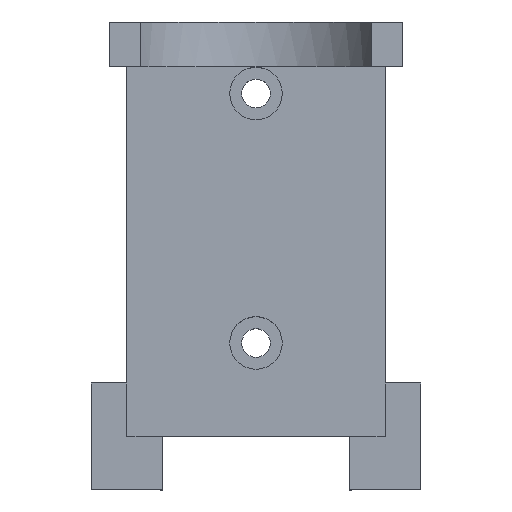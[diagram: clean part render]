
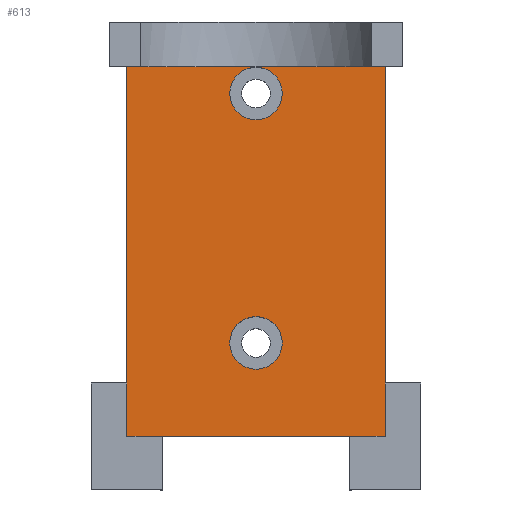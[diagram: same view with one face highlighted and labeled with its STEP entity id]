
A CAD part, top view. The second image highlights one B-rep face of the part: STEP entity #613.
In plain terms, the highlighted planar face has unit normal (0, 0, 1).
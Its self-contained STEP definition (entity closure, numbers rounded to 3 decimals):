
#15=FACE_BOUND('',#94,.T.);
#16=FACE_BOUND('',#95,.T.);
#29=CIRCLE('',#664,2.95);
#30=CIRCLE('',#665,2.95);
#60=FACE_OUTER_BOUND('',#93,.T.);
#93=EDGE_LOOP('',(#503,#504,#505,#506,#507,#508,#509,#510,#511,#512,#513));
#94=EDGE_LOOP('',(#514));
#95=EDGE_LOOP('',(#515));
#109=LINE('',#848,#182);
#120=LINE('',#871,#193);
#133=LINE('',#896,#206);
#136=LINE('',#902,#209);
#137=LINE('',#905,#210);
#142=LINE('',#915,#215);
#156=LINE('',#947,#229);
#161=LINE('',#955,#234);
#170=LINE('',#976,#243);
#173=LINE('',#982,#246);
#175=LINE('',#985,#248);
#182=VECTOR('',#685,10.);
#193=VECTOR('',#702,10.);
#206=VECTOR('',#721,10.);
#209=VECTOR('',#726,10.);
#210=VECTOR('',#729,10.);
#215=VECTOR('',#736,10.);
#229=VECTOR('',#760,10.);
#234=VECTOR('',#767,10.);
#243=VECTOR('',#790,10.);
#246=VECTOR('',#799,10.);
#248=VECTOR('',#803,10.);
#255=VERTEX_POINT('',#846);
#256=VERTEX_POINT('',#847);
#264=VERTEX_POINT('',#869);
#265=VERTEX_POINT('',#870);
#274=VERTEX_POINT('',#894);
#276=VERTEX_POINT('',#899);
#277=VERTEX_POINT('',#904);
#281=VERTEX_POINT('',#914);
#293=VERTEX_POINT('',#944);
#294=VERTEX_POINT('',#946);
#301=VERTEX_POINT('',#974);
#302=VERTEX_POINT('',#986);
#303=VERTEX_POINT('',#988);
#310=EDGE_CURVE('',#255,#256,#109,.T.);
#321=EDGE_CURVE('',#264,#265,#120,.T.);
#334=EDGE_CURVE('',#274,#256,#133,.T.);
#337=EDGE_CURVE('',#265,#276,#136,.T.);
#338=EDGE_CURVE('',#276,#277,#137,.T.);
#343=EDGE_CURVE('',#281,#255,#142,.T.);
#358=EDGE_CURVE('',#294,#293,#156,.T.);
#363=EDGE_CURVE('',#293,#281,#161,.T.);
#374=EDGE_CURVE('',#301,#274,#170,.T.);
#377=EDGE_CURVE('',#301,#277,#173,.T.);
#379=EDGE_CURVE('',#294,#264,#175,.T.);
#380=EDGE_CURVE('',#302,#302,#29,.T.);
#381=EDGE_CURVE('',#303,#303,#30,.T.);
#503=ORIENTED_EDGE('',*,*,#363,.T.);
#504=ORIENTED_EDGE('',*,*,#343,.T.);
#505=ORIENTED_EDGE('',*,*,#310,.T.);
#506=ORIENTED_EDGE('',*,*,#334,.F.);
#507=ORIENTED_EDGE('',*,*,#374,.F.);
#508=ORIENTED_EDGE('',*,*,#377,.T.);
#509=ORIENTED_EDGE('',*,*,#338,.F.);
#510=ORIENTED_EDGE('',*,*,#337,.F.);
#511=ORIENTED_EDGE('',*,*,#321,.F.);
#512=ORIENTED_EDGE('',*,*,#379,.F.);
#513=ORIENTED_EDGE('',*,*,#358,.T.);
#514=ORIENTED_EDGE('',*,*,#380,.T.);
#515=ORIENTED_EDGE('',*,*,#381,.T.);
#584=PLANE('',#663);
#613=ADVANCED_FACE('',(#60,#15,#16),#584,.T.);
#663=AXIS2_PLACEMENT_3D('',#984,#801,#802);
#664=AXIS2_PLACEMENT_3D('',#987,#804,#805);
#665=AXIS2_PLACEMENT_3D('',#989,#806,#807);
#685=DIRECTION('',(0.,-1.,0.));
#702=DIRECTION('',(0.,-1.,0.));
#721=DIRECTION('',(-1.,0.,0.));
#726=DIRECTION('',(-1.,0.,0.));
#729=DIRECTION('',(0.,1.,0.));
#736=DIRECTION('',(0.,-1.,0.));
#760=DIRECTION('',(-1.,0.,0.));
#767=DIRECTION('',(-1.,0.,0.));
#790=DIRECTION('',(0.,-1.,0.));
#799=DIRECTION('',(1.,0.,0.));
#801=DIRECTION('center_axis',(0.,0.,1.));
#802=DIRECTION('ref_axis',(1.,0.,0.));
#803=DIRECTION('',(0.,-1.,0.));
#804=DIRECTION('center_axis',(0.,0.,-1.));
#805=DIRECTION('ref_axis',(1.,0.,0.));
#806=DIRECTION('center_axis',(0.,0.,-1.));
#807=DIRECTION('ref_axis',(1.,0.,0.));
#846=CARTESIAN_POINT('',(-339.046,-1.648,5.));
#847=CARTESIAN_POINT('',(-339.046,-8.648,5.));
#848=CARTESIAN_POINT('',(-339.046,38.852,5.));
#869=CARTESIAN_POINT('',(-310.046,-1.648,5.));
#870=CARTESIAN_POINT('',(-310.046,-8.648,5.));
#871=CARTESIAN_POINT('',(-310.046,-7.648,5.));
#894=CARTESIAN_POINT('',(-335.046,-8.648,5.));
#896=CARTESIAN_POINT('',(-310.046,-8.648,5.));
#899=CARTESIAN_POINT('',(-314.046,-8.648,5.));
#902=CARTESIAN_POINT('',(-310.046,-8.648,5.));
#904=CARTESIAN_POINT('',(-314.046,-7.648,5.));
#905=CARTESIAN_POINT('',(-314.046,-7.648,5.));
#914=CARTESIAN_POINT('',(-339.046,33.852,5.));
#915=CARTESIAN_POINT('',(-339.046,38.852,5.));
#944=CARTESIAN_POINT('',(-324.546,33.852,5.));
#946=CARTESIAN_POINT('',(-310.046,33.852,5.));
#947=CARTESIAN_POINT('',(-332.796,33.852,5.));
#955=CARTESIAN_POINT('',(-332.796,33.852,5.));
#974=CARTESIAN_POINT('',(-335.046,-7.648,5.));
#976=CARTESIAN_POINT('',(-335.046,-10.648,5.));
#982=CARTESIAN_POINT('',(-339.046,-7.648,5.));
#984=CARTESIAN_POINT('Origin',(-324.546,15.602,5.));
#985=CARTESIAN_POINT('',(-310.046,-7.648,5.));
#986=CARTESIAN_POINT('',(-327.496,30.852,5.));
#987=CARTESIAN_POINT('Origin',(-324.546,30.852,5.));
#988=CARTESIAN_POINT('',(-327.496,2.852,5.));
#989=CARTESIAN_POINT('Origin',(-324.546,2.852,5.));
